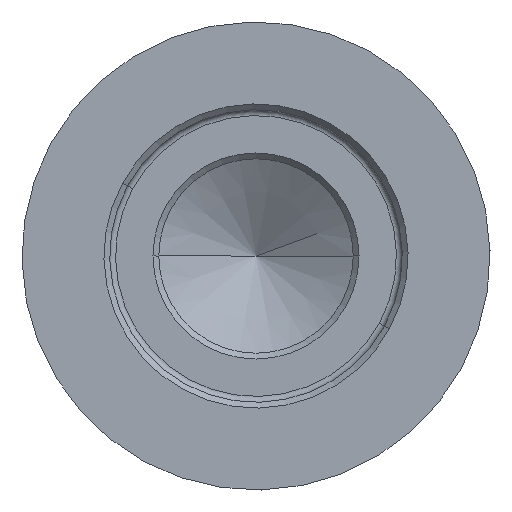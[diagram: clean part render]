
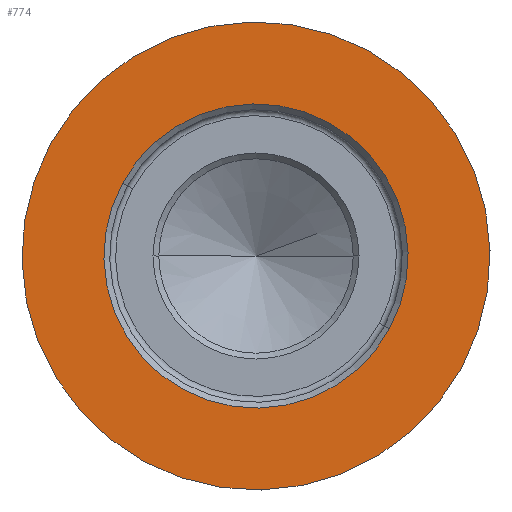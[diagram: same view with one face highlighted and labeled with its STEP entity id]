
A CAD part, front view. The second image highlights one B-rep face of the part: STEP entity #774.
In plain terms, the highlighted planar face has unit normal (0, -1, 0).
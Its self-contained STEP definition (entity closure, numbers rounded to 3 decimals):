
#713=CARTESIAN_POINT('Vertex',(7.021,-20.,-3.835)) ;
#716=CARTESIAN_POINT('Axis2P3D Location',(0.,-20.,0.)) ;
#720=CARTESIAN_POINT('Vertex',(-7.021,-20.,3.835)) ;
#735=CARTESIAN_POINT('Axis2P3D Location',(0.,-20.,0.)) ;
#747=CARTESIAN_POINT('Axis2P3D Location',(-5.,-20.,0.)) ;
#756=CARTESIAN_POINT('Axis2P3D Location',(0.,-20.,0.)) ;
#760=CARTESIAN_POINT('Vertex',(4.563,-20.,-2.493)) ;
#762=CARTESIAN_POINT('Vertex',(-4.563,-20.,2.493)) ;
#765=CARTESIAN_POINT('Axis2P3D Location',(0.,-20.,0.)) ;
#717=DIRECTION('Axis2P3D Direction',(0.,1.,0.)) ;
#736=DIRECTION('Axis2P3D Direction',(0.,1.,0.)) ;
#748=DIRECTION('Axis2P3D Direction',(-0.,1.,0.)) ;
#749=DIRECTION('Axis2P3D XDirection',(1.,0.,0.)) ;
#757=DIRECTION('Axis2P3D Direction',(-0.,1.,0.)) ;
#766=DIRECTION('Axis2P3D Direction',(-0.,1.,0.)) ;
#718=AXIS2_PLACEMENT_3D('Circle Axis2P3D',#716,#717,$) ;
#737=AXIS2_PLACEMENT_3D('Circle Axis2P3D',#735,#736,$) ;
#750=AXIS2_PLACEMENT_3D('Plane Axis2P3D',#747,#748,#749) ;
#758=AXIS2_PLACEMENT_3D('Circle Axis2P3D',#756,#757,$) ;
#767=AXIS2_PLACEMENT_3D('Circle Axis2P3D',#765,#766,$) ;
#719=CIRCLE('generated circle',#718,8.) ;
#738=CIRCLE('generated circle',#737,8.) ;
#759=CIRCLE('generated circle',#758,5.2) ;
#768=CIRCLE('generated circle',#767,5.2) ;
#751=PLANE('',#750) ;
#773=FACE_BOUND('',#770,.T.) ;
#722=EDGE_CURVE('',#714,#721,#719,.T.) ;
#739=EDGE_CURVE('',#721,#714,#738,.T.) ;
#764=EDGE_CURVE('',#761,#763,#759,.T.) ;
#769=EDGE_CURVE('',#763,#761,#768,.T.) ;
#752=EDGE_LOOP('',(#753,#754)) ;
#770=EDGE_LOOP('',(#771,#772)) ;
#753=ORIENTED_EDGE('',*,*,#739,.F.) ;
#754=ORIENTED_EDGE('',*,*,#722,.F.) ;
#771=ORIENTED_EDGE('',*,*,#764,.T.) ;
#772=ORIENTED_EDGE('',*,*,#769,.T.) ;
#714=VERTEX_POINT('',#713) ;
#721=VERTEX_POINT('',#720) ;
#761=VERTEX_POINT('',#760) ;
#763=VERTEX_POINT('',#762) ;
#774=ADVANCED_FACE('Corps principal',(#755,#773),#751,.F.) ;
#755=FACE_OUTER_BOUND('',#752,.T.) ;
